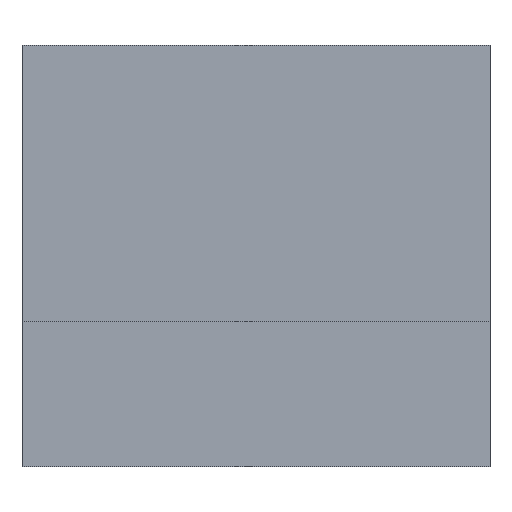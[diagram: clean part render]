
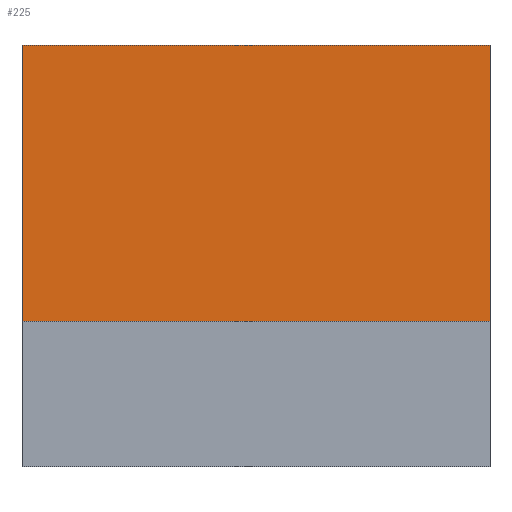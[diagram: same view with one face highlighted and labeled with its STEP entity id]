
A CAD part, top view. The second image highlights one B-rep face of the part: STEP entity #225.
In plain terms, the highlighted planar face has unit normal (0, 0, 1).
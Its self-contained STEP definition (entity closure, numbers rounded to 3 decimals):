
#1 = VECTOR ( 'NONE', #60, 1000. ) ;
#7 = EDGE_CURVE ( 'NONE', #133, #156, #264, .T. ) ;
#10 = PLANE ( 'NONE',  #126 ) ;
#27 = DIRECTION ( 'NONE',  ( 1., 0., 0. ) ) ;
#41 = CARTESIAN_POINT ( 'NONE',  ( 5.5, -1.75, 2. ) ) ;
#43 = EDGE_CURVE ( 'NONE', #149, #133, #74, .T. ) ;
#44 = CARTESIAN_POINT ( 'NONE',  ( -5.5, 4.75, 2. ) ) ;
#47 = DIRECTION ( 'NONE',  ( 0., 0., 1. ) ) ;
#54 = ORIENTED_EDGE ( 'NONE', *, *, #7, .T. ) ;
#59 = CARTESIAN_POINT ( 'NONE',  ( 5.5, -1.75, 2. ) ) ;
#60 = DIRECTION ( 'NONE',  ( -1., 0., 0. ) ) ;
#74 = LINE ( 'NONE', #183, #1 ) ;
#79 = VECTOR ( 'NONE', #243, 1000. ) ;
#93 = ORIENTED_EDGE ( 'NONE', *, *, #194, .T. ) ;
#94 = ORIENTED_EDGE ( 'NONE', *, *, #197, .F. ) ;
#112 = VECTOR ( 'NONE', #162, 1000. ) ;
#126 = AXIS2_PLACEMENT_3D ( 'NONE', #147, #47, #27 ) ;
#133 = VERTEX_POINT ( 'NONE', #44 ) ;
#138 = CARTESIAN_POINT ( 'NONE',  ( 5.5, -4.75, 2. ) ) ;
#139 = VECTOR ( 'NONE', #167, 1000. ) ;
#147 = CARTESIAN_POINT ( 'NONE',  ( 0., 0., 2. ) ) ;
#149 = VERTEX_POINT ( 'NONE', #254 ) ;
#153 = ORIENTED_EDGE ( 'NONE', *, *, #43, .T. ) ;
#156 = VERTEX_POINT ( 'NONE', #186 ) ;
#160 = LINE ( 'NONE', #138, #112 ) ;
#162 = DIRECTION ( 'NONE',  ( 0., 1., 0. ) ) ;
#167 = DIRECTION ( 'NONE',  ( -1., 0., 0. ) ) ;
#183 = CARTESIAN_POINT ( 'NONE',  ( 5.5, 4.75, 2. ) ) ;
#186 = CARTESIAN_POINT ( 'NONE',  ( -5.5, -1.75, 2. ) ) ;
#194 = EDGE_CURVE ( 'NONE', #195, #149, #160, .T. ) ;
#195 = VERTEX_POINT ( 'NONE', #41 ) ;
#197 = EDGE_CURVE ( 'NONE', #195, #156, #251, .T. ) ;
#217 = FACE_OUTER_BOUND ( 'NONE', #222, .T. ) ;
#222 = EDGE_LOOP ( 'NONE', ( #94, #93, #153, #54 ) ) ;
#225 = ADVANCED_FACE ( 'NONE', ( #217 ), #10, .T. ) ;
#243 = DIRECTION ( 'NONE',  ( 0., -1., 0. ) ) ;
#251 = LINE ( 'NONE', #59, #139 ) ;
#254 = CARTESIAN_POINT ( 'NONE',  ( 5.5, 4.75, 2. ) ) ;
#264 = LINE ( 'NONE', #265, #79 ) ;
#265 = CARTESIAN_POINT ( 'NONE',  ( -5.5, 4.75, 2. ) ) ;
